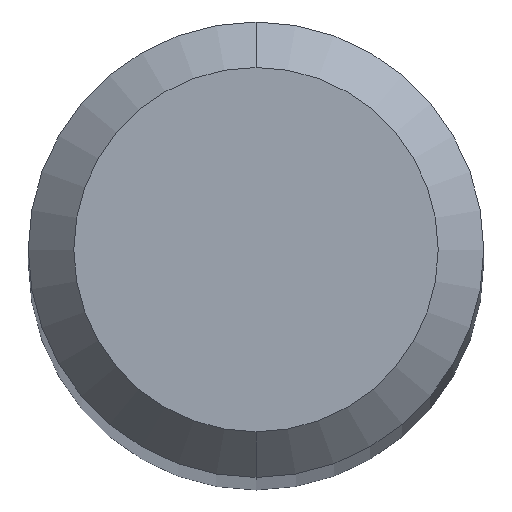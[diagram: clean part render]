
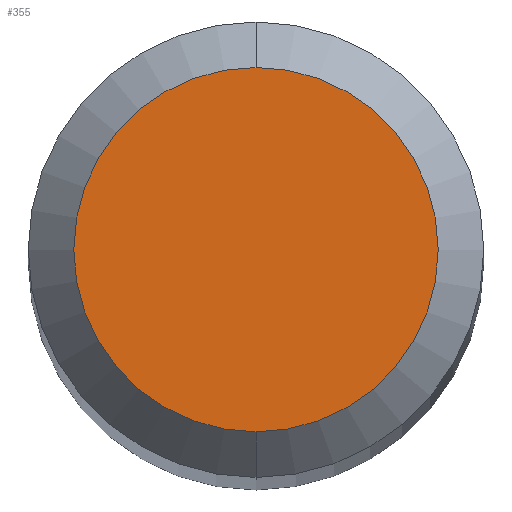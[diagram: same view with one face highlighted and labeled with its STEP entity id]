
A CAD part, top view. The second image highlights one B-rep face of the part: STEP entity #355.
In plain terms, the highlighted planar face has unit normal (0, 0, 1).
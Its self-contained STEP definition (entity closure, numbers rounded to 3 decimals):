
#273=EDGE_CURVE('',#361,#365,#592,.T.);
#355=ADVANCED_FACE('',(#683),#684,.T.);
#361=VERTEX_POINT('',#690);
#365=VERTEX_POINT('',#694);
#461=EDGE_CURVE('',#365,#361,#798,.T.);
#592=CIRCLE('',#1005,1.2);
#683=FACE_OUTER_BOUND('',#1182,.T.);
#684=PLANE('',#1183);
#690=CARTESIAN_POINT('',(0.,-1.2,0.0));
#694=CARTESIAN_POINT('',(0.0,1.2,0.0));
#798=CIRCLE('',#1435,1.2);
#1005=AXIS2_PLACEMENT_3D('',#1586,#1587,#1588);
#1182=EDGE_LOOP('',(#1684,#1685));
#1183=AXIS2_PLACEMENT_3D('',#1686,#1687,#1688);
#1435=AXIS2_PLACEMENT_3D('',#1802,#1803,#1804);
#1586=CARTESIAN_POINT('',(0.0,0.0,0.0));
#1587=DIRECTION('',(0.0,0.0,-1.0));
#1588=DIRECTION('',(0.0,1.0,0.0));
#1684=ORIENTED_EDGE('',*,*,#461,.F.);
#1685=ORIENTED_EDGE('',*,*,#273,.F.);
#1686=CARTESIAN_POINT('',(0.0,0.6,0.0));
#1687=DIRECTION('',(-0.0,0.0,1.0));
#1688=DIRECTION('',(0.0,-1.0,0.0));
#1802=CARTESIAN_POINT('',(0.0,0.0,0.0));
#1803=DIRECTION('',(0.0,0.0,-1.0));
#1804=DIRECTION('',(0.0,1.0,0.0));
